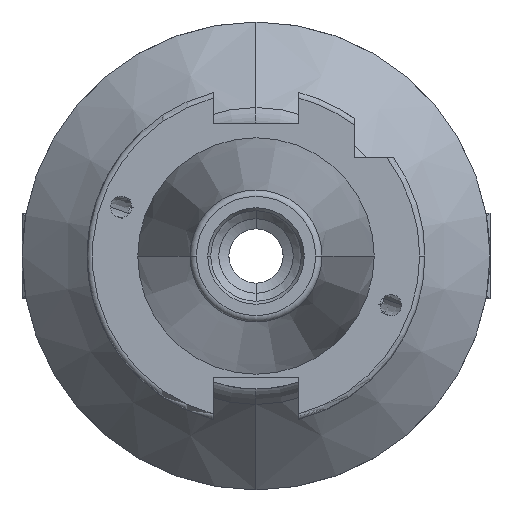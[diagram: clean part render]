
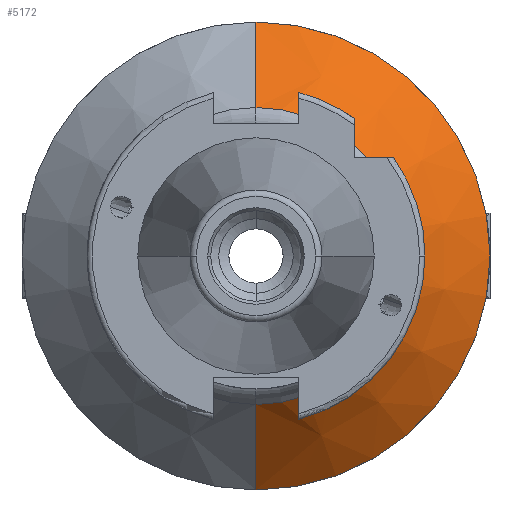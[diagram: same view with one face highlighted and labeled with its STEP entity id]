
A CAD part, left-side view. The second image highlights one B-rep face of the part: STEP entity #5172.
In plain terms, the highlighted conical face has half-angle 45 degrees and reference radius 44 mm.
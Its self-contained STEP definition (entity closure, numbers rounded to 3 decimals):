
#210 = DIRECTION ( 'NONE',  ( 0., 0., -1. ) ) ;
#211 = DIRECTION ( 'NONE',  ( 1., 0., 0. ) ) ;
#212 = CARTESIAN_POINT ( 'NONE',  ( 125., 0., 0. ) ) ;
#213 = AXIS2_PLACEMENT_3D ( 'NONE', #212, #211, #210 ) ;
#214 = CONICAL_SURFACE ( 'NONE', #213, 44., 0.785 ) ;
#215 = FACE_OUTER_BOUND ( 'NONE', #5173, .T. ) ;
#4015 = VERTEX_POINT ( 'NONE', #7254 ) ;
#4016 = VERTEX_POINT ( 'NONE', #7253 ) ;
#4018 = EDGE_CURVE ( 'NONE', #4052, #4016, #7252, .T. ) ;
#4030 = EDGE_CURVE ( 'NONE', #4015, #4052, #7286, .T. ) ;
#4052 = VERTEX_POINT ( 'NONE', #7311 ) ;
#4054 = EDGE_CURVE ( 'NONE', #4015, #4071, #6987, .T. ) ;
#4071 = VERTEX_POINT ( 'NONE', #7424 ) ;
#4408 = EDGE_CURVE ( 'NONE', #4071, #4016, #7937, .T. ) ;
#5172 = ADVANCED_FACE ( 'NONE', ( #215 ), #214, .T. ) ;
#5173 = EDGE_LOOP ( 'NONE', ( #6216, #6224, #6221, #6200 ) ) ;
#6200 = ORIENTED_EDGE ( 'NONE', *, *, #4408, .T. ) ;
#6216 = ORIENTED_EDGE ( 'NONE', *, *, #4018, .F. ) ;
#6221 = ORIENTED_EDGE ( 'NONE', *, *, #4054, .T. ) ;
#6224 = ORIENTED_EDGE ( 'NONE', *, *, #4030, .F. ) ;
#6986 = CARTESIAN_POINT ( 'NONE',  ( 125., 0., -44. ) ) ;
#6987 = LINE ( 'NONE', #6986, #6989 ) ;
#6989 = VECTOR ( 'NONE', #6999, 1000. ) ;
#6999 = DIRECTION ( 'NONE',  ( 0.707, 0., -0.707 ) ) ;
#7249 = DIRECTION ( 'NONE',  ( 0.707, 0., 0.707 ) ) ;
#7250 = VECTOR ( 'NONE', #7249, 1000. ) ;
#7251 = CARTESIAN_POINT ( 'NONE',  ( 125., 0., 44. ) ) ;
#7252 = LINE ( 'NONE', #7251, #7250 ) ;
#7253 = CARTESIAN_POINT ( 'NONE',  ( 125., 0., 44. ) ) ;
#7254 = CARTESIAN_POINT ( 'NONE',  ( 108.929, 0., -27.929 ) ) ;
#7282 = DIRECTION ( 'NONE',  ( 0., 0., 1. ) ) ;
#7283 = DIRECTION ( 'NONE',  ( -1., 0., 0. ) ) ;
#7284 = CARTESIAN_POINT ( 'NONE',  ( 108.929, 0., 0. ) ) ;
#7285 = AXIS2_PLACEMENT_3D ( 'NONE', #7284, #7283, #7282 ) ;
#7286 = CIRCLE ( 'NONE', #7285, 27.929 ) ;
#7311 = CARTESIAN_POINT ( 'NONE',  ( 108.929, 0., 27.929 ) ) ;
#7424 = CARTESIAN_POINT ( 'NONE',  ( 125., 0., -44. ) ) ;
#7937 = CIRCLE ( 'NONE', #8043, 44. ) ;
#8040 = DIRECTION ( 'NONE',  ( 0., 0., 1. ) ) ;
#8041 = DIRECTION ( 'NONE',  ( -1., 0., 0. ) ) ;
#8042 = CARTESIAN_POINT ( 'NONE',  ( 125., 0., 0. ) ) ;
#8043 = AXIS2_PLACEMENT_3D ( 'NONE', #8042, #8041, #8040 ) ;
